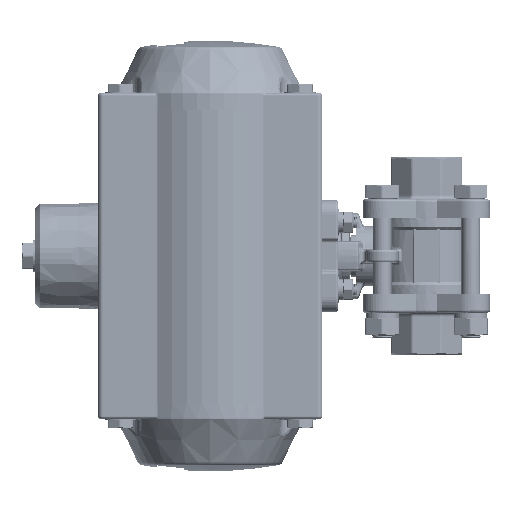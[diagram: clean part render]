
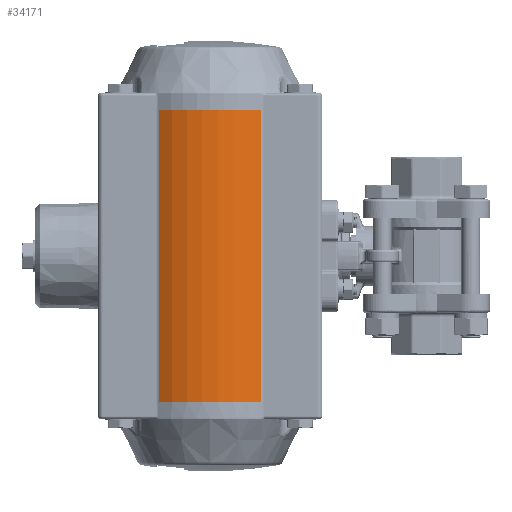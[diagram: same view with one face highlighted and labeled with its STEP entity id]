
A CAD part, left-side view. The second image highlights one B-rep face of the part: STEP entity #34171.
In plain terms, the highlighted cylindrical face has radius 36 mm (diameter 72 mm), a partial arc.
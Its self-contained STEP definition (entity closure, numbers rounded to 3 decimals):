
#6794 = LINE ( 'NONE', #55371, #312100 ) ;
#18524 = DIRECTION ( 'NONE',  ( 1., 0., 0. ) ) ;
#31675 = CIRCLE ( 'NONE', #57802, 36. ) ;
#34171 = ADVANCED_FACE ( 'NONE', ( #37606 ), #91380, .T. ) ;
#37606 = FACE_OUTER_BOUND ( 'NONE', #215825, .T. ) ;
#41442 = ORIENTED_EDGE ( 'NONE', *, *, #496918, .F. ) ;
#55371 = CARTESIAN_POINT ( 'NONE',  ( -30.316, 101.365, -55.4 ) ) ;
#57802 = AXIS2_PLACEMENT_3D ( 'NONE', #340117, #110755, #378601 ) ;
#65228 = EDGE_CURVE ( 'NONE', #415181, #192218, #472824, .T. ) ;
#77479 = VECTOR ( 'NONE', #407894, 1000. ) ;
#91380 = CYLINDRICAL_SURFACE ( 'NONE', #456981, 36. ) ;
#110755 = DIRECTION ( 'NONE',  ( 0., 0., 1. ) ) ;
#115982 = VERTEX_POINT ( 'NONE', #368659 ) ;
#134076 = CARTESIAN_POINT ( 'NONE',  ( -30.316, 62.535, -55.4 ) ) ;
#178498 = CARTESIAN_POINT ( 'NONE',  ( -30.316, 62.535, -55.4 ) ) ;
#192218 = VERTEX_POINT ( 'NONE', #264405 ) ;
#215825 = EDGE_LOOP ( 'NONE', ( #41442, #452083, #466001, #360919 ) ) ;
#247722 = DIRECTION ( 'NONE',  ( 0., 0., 1. ) ) ;
#251365 = AXIS2_PLACEMENT_3D ( 'NONE', #477002, #247722, #18524 ) ;
#254181 = DIRECTION ( 'NONE',  ( 1., 0., 0. ) ) ;
#264405 = CARTESIAN_POINT ( 'NONE',  ( -30.316, 62.535, 55.4 ) ) ;
#284319 = CIRCLE ( 'NONE', #251365, 36. ) ;
#290996 = CARTESIAN_POINT ( 'NONE',  ( 0., 81.95, -55.4 ) ) ;
#312100 = VECTOR ( 'NONE', #438482, 1000. ) ;
#329479 = DIRECTION ( 'NONE',  ( 0., 0., 1. ) ) ;
#333842 = CARTESIAN_POINT ( 'NONE',  ( -30.316, 101.365, 55.4 ) ) ;
#340117 = CARTESIAN_POINT ( 'NONE',  ( 0., 81.95, 55.4 ) ) ;
#360919 = ORIENTED_EDGE ( 'NONE', *, *, #65228, .T. ) ;
#368659 = CARTESIAN_POINT ( 'NONE',  ( -30.316, 101.365, -55.4 ) ) ;
#378601 = DIRECTION ( 'NONE',  ( 1., 0., 0. ) ) ;
#407894 = DIRECTION ( 'NONE',  ( 0., 0., 1. ) ) ;
#415181 = VERTEX_POINT ( 'NONE', #134076 ) ;
#438482 = DIRECTION ( 'NONE',  ( 0., 0., -1. ) ) ;
#452083 = ORIENTED_EDGE ( 'NONE', *, *, #474299, .T. ) ;
#456981 = AXIS2_PLACEMENT_3D ( 'NONE', #290996, #329479, #254181 ) ;
#460926 = EDGE_CURVE ( 'NONE', #115982, #415181, #284319, .T. ) ;
#466001 = ORIENTED_EDGE ( 'NONE', *, *, #460926, .T. ) ;
#472824 = LINE ( 'NONE', #178498, #77479 ) ;
#474299 = EDGE_CURVE ( 'NONE', #484231, #115982, #6794, .T. ) ;
#477002 = CARTESIAN_POINT ( 'NONE',  ( 0., 81.95, -55.4 ) ) ;
#484231 = VERTEX_POINT ( 'NONE', #333842 ) ;
#496918 = EDGE_CURVE ( 'NONE', #484231, #192218, #31675, .T. ) ;
